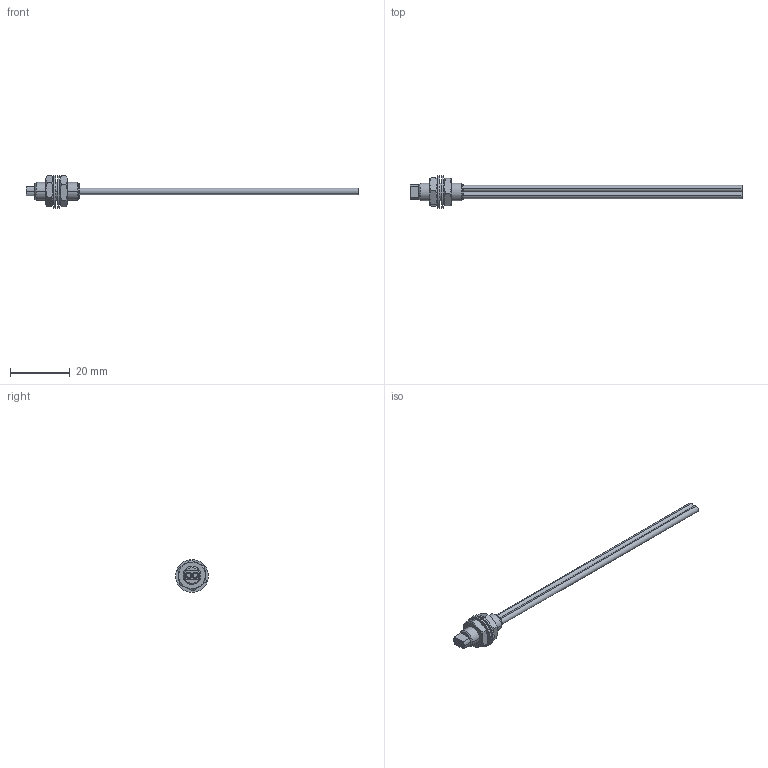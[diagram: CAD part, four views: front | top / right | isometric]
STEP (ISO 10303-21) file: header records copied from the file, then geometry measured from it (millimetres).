
FILE_DESCRIPTION (( 'STEP AP214' ), '1' );
FILE_NAME ('GPF-D022.STEP', '2017-11-17T22:07:14', ( '' ), ( '' ), 'SwSTEP 2.0', 'SolidWorks 2018', '' );
FILE_SCHEMA (( 'AUTOMOTIVE_DESIGN' ));
Length unit declared in the file: millimetre
Products named in the file (6): M6NUT; GPF-D022_LENS; GPF-D022_FIBER; GPF-D022_HEAD; M6WASHER; GPF-D022
Assembly tree (9 placements, depth 2):
  GPF-D022
    GPF-D022_HEAD
    GPF-D022_FIBER  x2
    GPF-D022_LENS  x2
    M6NUT  x2
    M6WASHER  x2
Bounding box: 111.13 x 11 x 11 mm (x, y, z)
Volume: 1444.7 mm3; surface area: 2406.3 mm2
Topology: 9 solids, 9 shells, 79 faces, 159 edges, 102 vertices
Faces by surface type: plane 36, cylinder 31, cone 12
Entity records: 1709 total; most frequent: CARTESIAN_POINT 340, DIRECTION 267, ORIENTED_EDGE 206, AXIS2_PLACEMENT_3D 113, EDGE_CURVE 103, VERTEX_POINT 66, EDGE_LOOP 59, FACE_OUTER_BOUND 51
